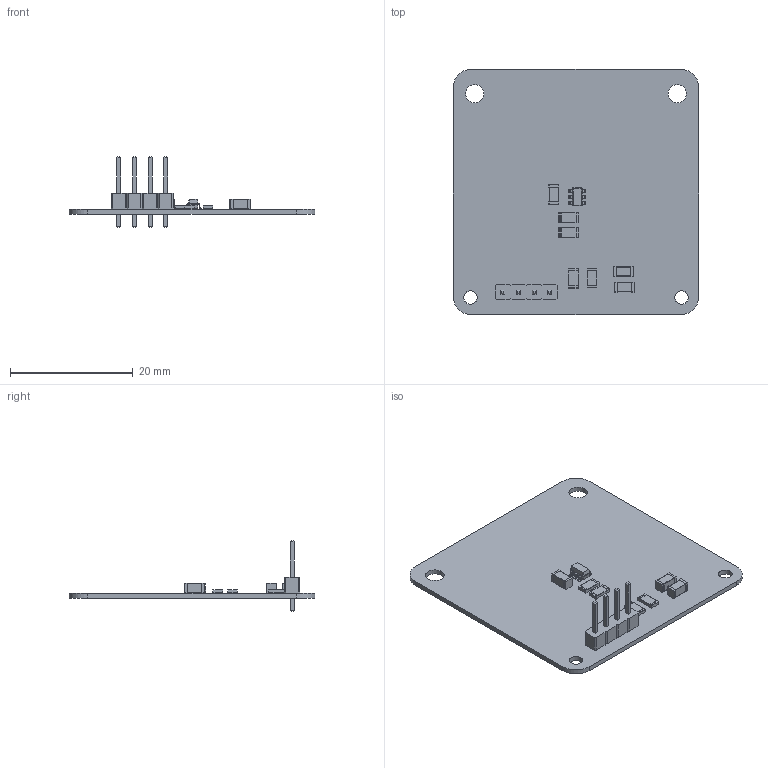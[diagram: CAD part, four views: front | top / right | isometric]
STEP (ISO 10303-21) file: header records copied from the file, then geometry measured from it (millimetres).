
FILE_DESCRIPTION(('KiCad electronic assembly'),'2;1');
FILE_NAME('inulox_led_bulb.step','2020-09-21T03:38:10',('An Author'),( 'A Company'),'Open CASCADE STEP processor 7.4', 'KiCad to STEP converter','Unknown');
FILE_SCHEMA(('AUTOMOTIVE_DESIGN { 1 0 10303 214 1 1 1 1 }'));
Length unit declared in the file: millimetre
Products named in the file (10): Open CASCADE STEP translator 7.4 1; SOT-23-6; SOLID; R_1206_3216Metric; PinHeader_1x04_P2.54mm_Vertical; C_1206_3216Metric; COMPOUND
Assembly tree (14 placements, depth 3):
  Open CASCADE STEP translator 7.4 1
    SOT-23-6
      SOLID
    R_1206_3216Metric  x4
      SOLID
    PinHeader_1x04_P2.54mm_Vertical
      SOLID
    C_1206_3216Metric  x3
      SOLID
    COMPOUND
Bounding box: 40 x 40 x 11.54 mm (x, y, z)
Volume: 1372.4 mm3; surface area: 3668.1 mm2
Topology: 10 solids, 10 shells, 430 faces, 1092 edges, 696 vertices
Faces by surface type: plane 296, cylinder 104, bspline 30
Full cylindrical faces by diameter (mm): 1 x4, 2.2 x2, 3 x2
Entity records: 20595 total; most frequent: CARTESIAN_POINT 3455, DIRECTION 2772, LINE 1918, VECTOR 1918, ORIENTED_EDGE 1488, PCURVE 1488, DEFINITIONAL_REPRESENTATION 1488, EDGE_CURVE 744
